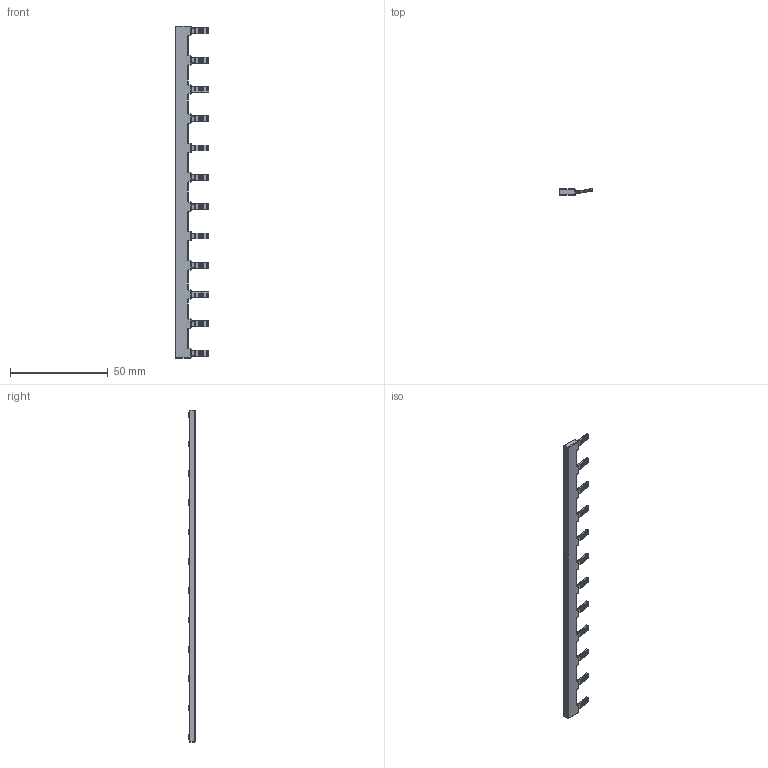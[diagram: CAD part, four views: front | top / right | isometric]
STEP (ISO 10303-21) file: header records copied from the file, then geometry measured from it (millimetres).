
FILE_DESCRIPTION(/* description */ (''),/* implementation_level */ '2;1');
FILE_NAME(/* name */ 'HCL15.stp',/* time_stamp */ '2016-08-19T10:36:11-04:00',/* author */ ('CAD Station'),/* organization */ (''),/* preprocessor_version */ 'ST-DEVELOPER v16.1',/* originating_system */ 'Autodesk Inventor 2016',/* authorisation */ '');
FILE_SCHEMA (('AUTOMOTIVE_DESIGN { 1 0 10303 214 3 1 1 }'));
Products named in the file (1): HCL15
Bounding box: 16.97 x 3.19 x 170 mm (x, y, z)
Volume: 3918.5 mm3; surface area: 4307.2 mm2
Topology: 1 solids, 1 shells, 1538 faces, 3860 edges, 2396 vertices
Faces by surface type: cylinder 600, bspline 420, plane 326, torus 140, sphere 52
Entity records: 55596 total; most frequent: CARTESIAN_POINT 17887, ORIENTED_EDGE 7720, DIRECTION 7702, EDGE_CURVE 3860, AXIS2_PLACEMENT_3D 2987, VERTEX_POINT 2396, CIRCLE 1868, LINE 1728
